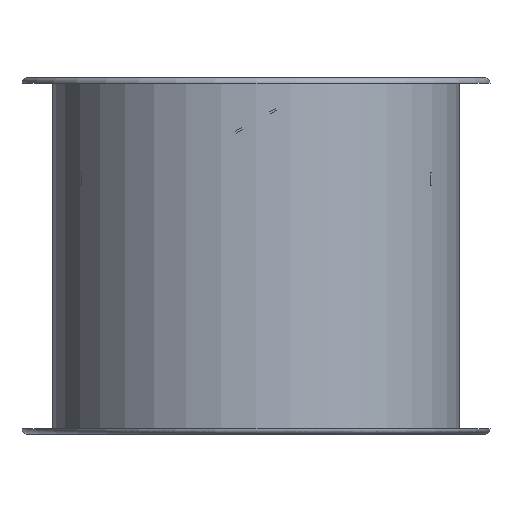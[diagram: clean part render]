
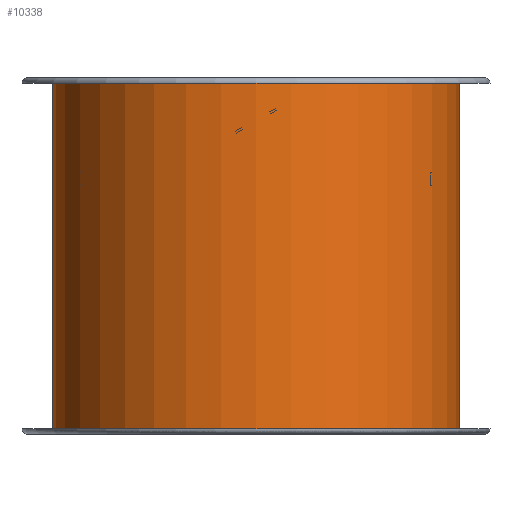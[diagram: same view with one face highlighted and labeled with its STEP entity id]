
A CAD part, front view. The second image highlights one B-rep face of the part: STEP entity #10338.
In plain terms, the highlighted cylindrical face has radius 182.5 mm (diameter 365 mm), a partial arc.
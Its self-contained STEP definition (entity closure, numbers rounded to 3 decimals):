
#6714 = DIRECTION ( 'NONE',  ( 0., 0., 1. ) ) ;
#6715 = VECTOR ( 'NONE', #6714, 1000. ) ;
#6716 = CARTESIAN_POINT ( 'NONE',  ( -182.5, 0., 42.986 ) ) ;
#6717 = LINE ( 'NONE', #6716, #6715 ) ;
#6757 = DIRECTION ( 'NONE',  ( 1., 0., 0. ) ) ;
#6758 = DIRECTION ( 'NONE',  ( 0., 0., 1. ) ) ;
#6759 = CARTESIAN_POINT ( 'NONE',  ( 0., 0., -315. ) ) ;
#6760 = AXIS2_PLACEMENT_3D ( 'NONE', #6759, #6758, #6757 ) ;
#6765 = CIRCLE ( 'NONE', #6760, 182.5 ) ;
#6768 = DIRECTION ( 'NONE',  ( 0., 0., 1. ) ) ;
#6769 = VECTOR ( 'NONE', #6768, 1000. ) ;
#6770 = CARTESIAN_POINT ( 'NONE',  ( 182.5, 0., 42.986 ) ) ;
#6771 = LINE ( 'NONE', #6770, #6769 ) ;
#6777 = CARTESIAN_POINT ( 'NONE',  ( -182.5, 0., -315. ) ) ;
#6778 = CARTESIAN_POINT ( 'NONE',  ( 182.5, 0., -315. ) ) ;
#6795 = CARTESIAN_POINT ( 'NONE',  ( 182.5, 0., -5. ) ) ;
#6796 = DIRECTION ( 'NONE',  ( 1., 0., 0. ) ) ;
#6797 = DIRECTION ( 'NONE',  ( 0., 0., 1. ) ) ;
#6798 = CARTESIAN_POINT ( 'NONE',  ( 0., 0., -5. ) ) ;
#6799 = AXIS2_PLACEMENT_3D ( 'NONE', #6798, #6797, #6796 ) ;
#6800 = CIRCLE ( 'NONE', #6799, 182.5 ) ;
#6801 = CARTESIAN_POINT ( 'NONE',  ( -182.5, 0., -5. ) ) ;
#6968 = DIRECTION ( 'NONE',  ( 1., 0., 0. ) ) ;
#6969 = DIRECTION ( 'NONE',  ( 0., 0., 1. ) ) ;
#6970 = CARTESIAN_POINT ( 'NONE',  ( 0., 0., 42.986 ) ) ;
#6971 = AXIS2_PLACEMENT_3D ( 'NONE', #6970, #6969, #6968 ) ;
#6974 = CYLINDRICAL_SURFACE ( 'NONE', #6971, 182.5 ) ;
#6979 = FACE_OUTER_BOUND ( 'NONE', #10339, .T. ) ;
#10204 = EDGE_CURVE ( 'NONE', #10232, #10221, #6717, .T. ) ;
#10208 = EDGE_CURVE ( 'NONE', #10231, #10224, #6771, .T. ) ;
#10212 = EDGE_CURVE ( 'NONE', #10232, #10231, #6765, .T. ) ;
#10221 = VERTEX_POINT ( 'NONE', #6801 ) ;
#10223 = EDGE_CURVE ( 'NONE', #10221, #10224, #6800, .T. ) ;
#10224 = VERTEX_POINT ( 'NONE', #6795 ) ;
#10231 = VERTEX_POINT ( 'NONE', #6778 ) ;
#10232 = VERTEX_POINT ( 'NONE', #6777 ) ;
#10318 = ORIENTED_EDGE ( 'NONE', *, *, #10223, .F. ) ;
#10338 = ADVANCED_FACE ( 'NONE', ( #6979 ), #6974, .T. ) ;
#10339 = EDGE_LOOP ( 'NONE', ( #10340, #10341, #10342, #10318 ) ) ;
#10340 = ORIENTED_EDGE ( 'NONE', *, *, #10204, .F. ) ;
#10341 = ORIENTED_EDGE ( 'NONE', *, *, #10212, .T. ) ;
#10342 = ORIENTED_EDGE ( 'NONE', *, *, #10208, .T. ) ;
